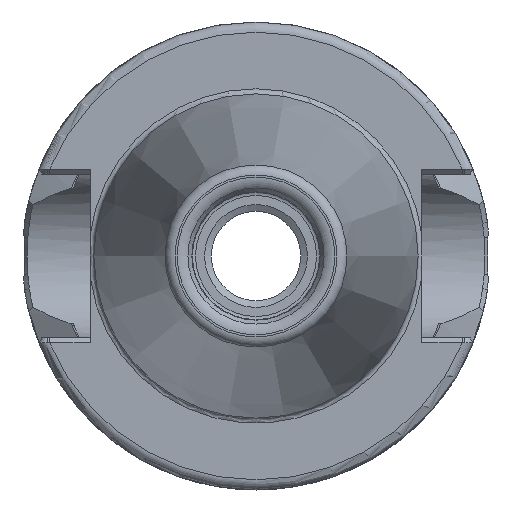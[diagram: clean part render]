
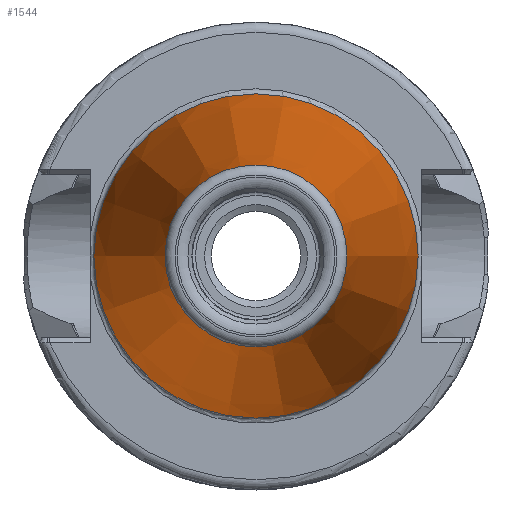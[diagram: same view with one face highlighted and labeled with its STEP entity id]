
A CAD part, left-side view. The second image highlights one B-rep face of the part: STEP entity #1544.
In plain terms, the highlighted conical face has half-angle 8.297 degrees and reference radius 12.437 mm.
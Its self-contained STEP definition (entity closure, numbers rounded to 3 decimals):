
#151=CIRCLE('',#1691,8.941);
#152=CIRCLE('',#1692,8.941);
#153=CIRCLE('',#1693,8.941);
#155=CIRCLE('',#1696,15.933);
#156=CIRCLE('',#1697,15.933);
#197=CONICAL_SURFACE('',#1695,12.437,0.145);
#264=FACE_OUTER_BOUND('',#348,.T.);
#348=EDGE_LOOP('',(#1360,#1361,#1362,#1363,#1364,#1365,#1366));
#438=LINE('',#3354,#511);
#511=VECTOR('',#2050,12.437);
#708=VERTEX_POINT('',#3342);
#709=VERTEX_POINT('',#3343);
#710=VERTEX_POINT('',#3345);
#711=VERTEX_POINT('',#3350);
#712=VERTEX_POINT('',#3351);
#936=EDGE_CURVE('',#708,#709,#151,.T.);
#937=EDGE_CURVE('',#710,#708,#152,.T.);
#938=EDGE_CURVE('',#709,#710,#153,.T.);
#940=EDGE_CURVE('',#711,#712,#155,.T.);
#941=EDGE_CURVE('',#712,#711,#156,.T.);
#942=EDGE_CURVE('',#712,#710,#438,.T.);
#1360=ORIENTED_EDGE('',*,*,#940,.F.);
#1361=ORIENTED_EDGE('',*,*,#941,.F.);
#1362=ORIENTED_EDGE('',*,*,#942,.T.);
#1363=ORIENTED_EDGE('',*,*,#937,.T.);
#1364=ORIENTED_EDGE('',*,*,#936,.T.);
#1365=ORIENTED_EDGE('',*,*,#938,.T.);
#1366=ORIENTED_EDGE('',*,*,#942,.F.);
#1544=ADVANCED_FACE('',(#264),#197,.T.);
#1691=AXIS2_PLACEMENT_3D('',#3344,#2036,#2037);
#1692=AXIS2_PLACEMENT_3D('',#3346,#2038,#2039);
#1693=AXIS2_PLACEMENT_3D('',#3347,#2040,#2041);
#1695=AXIS2_PLACEMENT_3D('',#3349,#2044,#2045);
#1696=AXIS2_PLACEMENT_3D('',#3352,#2046,#2047);
#1697=AXIS2_PLACEMENT_3D('',#3353,#2048,#2049);
#2036=DIRECTION('center_axis',(1.,0.,0.));
#2037=DIRECTION('ref_axis',(0.,0.,-1.));
#2038=DIRECTION('center_axis',(1.,0.,0.));
#2039=DIRECTION('ref_axis',(0.,0.,-1.));
#2040=DIRECTION('center_axis',(1.,0.,0.));
#2041=DIRECTION('ref_axis',(0.,0.,-1.));
#2044=DIRECTION('center_axis',(1.,0.,0.));
#2045=DIRECTION('ref_axis',(0.,1.,0.));
#2046=DIRECTION('center_axis',(1.,0.,0.));
#2047=DIRECTION('ref_axis',(0.,0.,-1.));
#2048=DIRECTION('center_axis',(1.,0.,0.));
#2049=DIRECTION('ref_axis',(0.,0.,-1.));
#2050=DIRECTION('',(-0.99,0.144,0.));
#3342=CARTESIAN_POINT('',(-47.944,8.941,0.));
#3343=CARTESIAN_POINT('',(-47.944,0.,8.941));
#3344=CARTESIAN_POINT('Origin',(-47.944,0.,
0.));
#3345=CARTESIAN_POINT('',(-47.944,-8.941,0.));
#3346=CARTESIAN_POINT('Origin',(-47.944,0.,
0.));
#3347=CARTESIAN_POINT('Origin',(-47.944,0.,
0.));
#3349=CARTESIAN_POINT('Origin',(-23.972,0.,
0.));
#3350=CARTESIAN_POINT('',(0.,15.933,0.));
#3351=CARTESIAN_POINT('',(0.,-15.933,0.));
#3352=CARTESIAN_POINT('Origin',(0.,0.,
0.));
#3353=CARTESIAN_POINT('Origin',(0.,0.,
0.));
#3354=CARTESIAN_POINT('',(-23.972,-12.437,0.));
